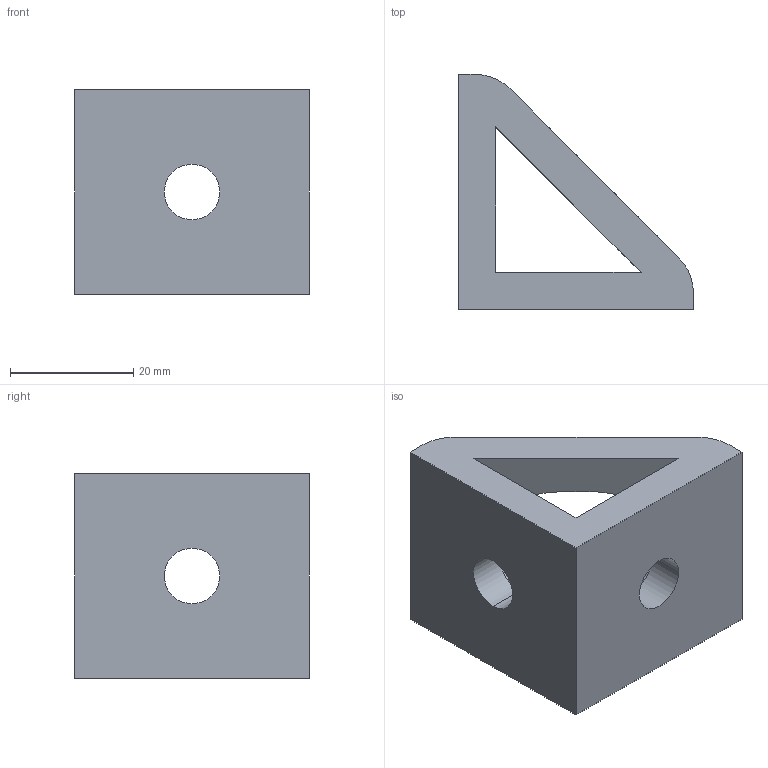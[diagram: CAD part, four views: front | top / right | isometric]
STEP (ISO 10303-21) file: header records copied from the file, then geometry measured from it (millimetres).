
FILE_DESCRIPTION (( 'STEP AP203' ), '1' );
FILE_NAME ('151129-10.step', '2025-04-29T17:03:31', ( '' ), ( '' ), 'SwSTEP 2.0', 'SolidWorks 2024', '' );
FILE_SCHEMA (( 'CONFIG_CONTROL_DESIGN' ));
Length unit declared in the file: millimetre
Products named in the file (1): 151129-10
Bounding box: 38.1 x 38.1 x 33.2 mm (x, y, z)
Volume: 17892.2 mm3; surface area: 7933.7 mm2
Topology: 1 solids, 1 shells, 28 faces, 68 edges, 42 vertices
Faces by surface type: cylinder 18, plane 10
Entity records: 897 total; most frequent: CARTESIAN_POINT 193, ORIENTED_EDGE 136, DIRECTION 120, EDGE_CURVE 68, VERTEX_POINT 42, AXIS2_PLACEMENT_3D 41, VECTOR 38, LINE 38
